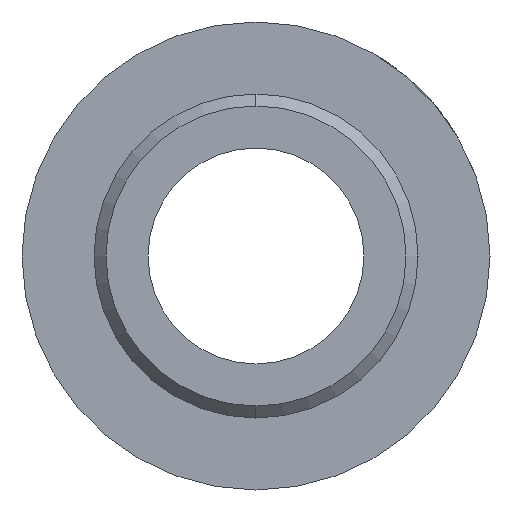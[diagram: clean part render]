
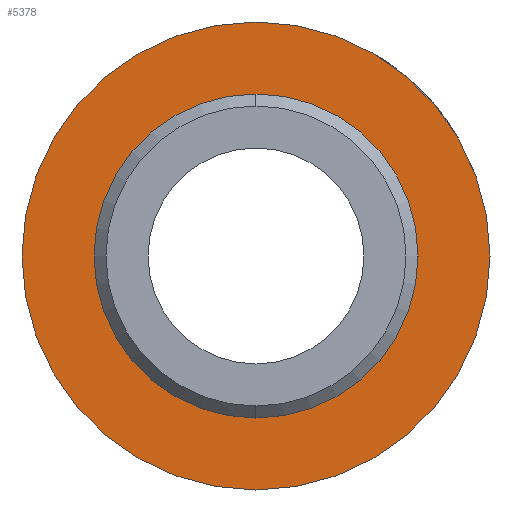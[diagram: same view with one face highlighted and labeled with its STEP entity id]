
A CAD part, left-side view. The second image highlights one B-rep face of the part: STEP entity #5378.
In plain terms, the highlighted planar face has unit normal (-1, 0, 0).
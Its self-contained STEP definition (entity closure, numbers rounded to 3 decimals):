
#80 = EDGE_CURVE ( 'NONE', #2935, #3922, #288, .T. ) ;
#136 = DIRECTION ( 'NONE',  ( -1., 0., 0. ) ) ;
#288 = CIRCLE ( 'NONE', #910, 6.75 ) ;
#668 = DIRECTION ( 'NONE',  ( 0., 0., 1. ) ) ;
#910 = AXIS2_PLACEMENT_3D ( 'NONE', #3039, #136, #1823 ) ;
#1060 = FACE_BOUND ( 'NONE', #2975, .T. ) ;
#1546 = CIRCLE ( 'NONE', #2256, 9.75 ) ;
#1547 = VERTEX_POINT ( 'NONE', #2337 ) ;
#1587 = EDGE_CURVE ( 'NONE', #1547, #3604, #1546, .T. ) ;
#1703 = EDGE_LOOP ( 'NONE', ( #4497, #3657 ) ) ;
#1823 = DIRECTION ( 'NONE',  ( 0., 0., 1. ) ) ;
#1841 = DIRECTION ( 'NONE',  ( -1., 0., 0. ) ) ;
#1912 = DIRECTION ( 'NONE',  ( -1., 0., 0. ) ) ;
#1984 = DIRECTION ( 'NONE',  ( 0., 0., 1. ) ) ;
#2044 = DIRECTION ( 'NONE',  ( -1., 0., 0. ) ) ;
#2101 = CARTESIAN_POINT ( 'NONE',  ( 16.5, 0., 0. ) ) ;
#2176 = EDGE_CURVE ( 'NONE', #3604, #1547, #4806, .T. ) ;
#2256 = AXIS2_PLACEMENT_3D ( 'NONE', #2312, #1841, #5214 ) ;
#2312 = CARTESIAN_POINT ( 'NONE',  ( 16.5, 0., 0. ) ) ;
#2337 = CARTESIAN_POINT ( 'NONE',  ( 16.5, 0., -9.75 ) ) ;
#2344 = AXIS2_PLACEMENT_3D ( 'NONE', #3308, #2044, #1984 ) ;
#2459 = AXIS2_PLACEMENT_3D ( 'NONE', #5255, #1912, #668 ) ;
#2624 = CARTESIAN_POINT ( 'NONE',  ( 16.5, 0., 9.75 ) ) ;
#2659 = CARTESIAN_POINT ( 'NONE',  ( 16.5, 0., -6.75 ) ) ;
#2772 = PLANE ( 'NONE',  #2459 ) ;
#2793 = AXIS2_PLACEMENT_3D ( 'NONE', #2101, #5106, #3007 ) ;
#2881 = ORIENTED_EDGE ( 'NONE', *, *, #3407, .F. ) ;
#2935 = VERTEX_POINT ( 'NONE', #2659 ) ;
#2975 = EDGE_LOOP ( 'NONE', ( #2881, #4422 ) ) ;
#3007 = DIRECTION ( 'NONE',  ( 0., 0., 1. ) ) ;
#3039 = CARTESIAN_POINT ( 'NONE',  ( 16.5, 0., 0. ) ) ;
#3308 = CARTESIAN_POINT ( 'NONE',  ( 16.5, 0., 0. ) ) ;
#3407 = EDGE_CURVE ( 'NONE', #3922, #2935, #5173, .T. ) ;
#3604 = VERTEX_POINT ( 'NONE', #2624 ) ;
#3657 = ORIENTED_EDGE ( 'NONE', *, *, #1587, .T. ) ;
#3807 = CARTESIAN_POINT ( 'NONE',  ( 16.5, 0., 6.75 ) ) ;
#3922 = VERTEX_POINT ( 'NONE', #3807 ) ;
#4392 = FACE_OUTER_BOUND ( 'NONE', #1703, .T. ) ;
#4422 = ORIENTED_EDGE ( 'NONE', *, *, #80, .F. ) ;
#4497 = ORIENTED_EDGE ( 'NONE', *, *, #2176, .T. ) ;
#4806 = CIRCLE ( 'NONE', #2344, 9.75 ) ;
#5106 = DIRECTION ( 'NONE',  ( -1., 0., 0. ) ) ;
#5173 = CIRCLE ( 'NONE', #2793, 6.75 ) ;
#5214 = DIRECTION ( 'NONE',  ( 0., 0., 1. ) ) ;
#5255 = CARTESIAN_POINT ( 'NONE',  ( 16.5, 0., 0. ) ) ;
#5378 = ADVANCED_FACE ( 'NONE', ( #4392, #1060 ), #2772, .T. ) ;
